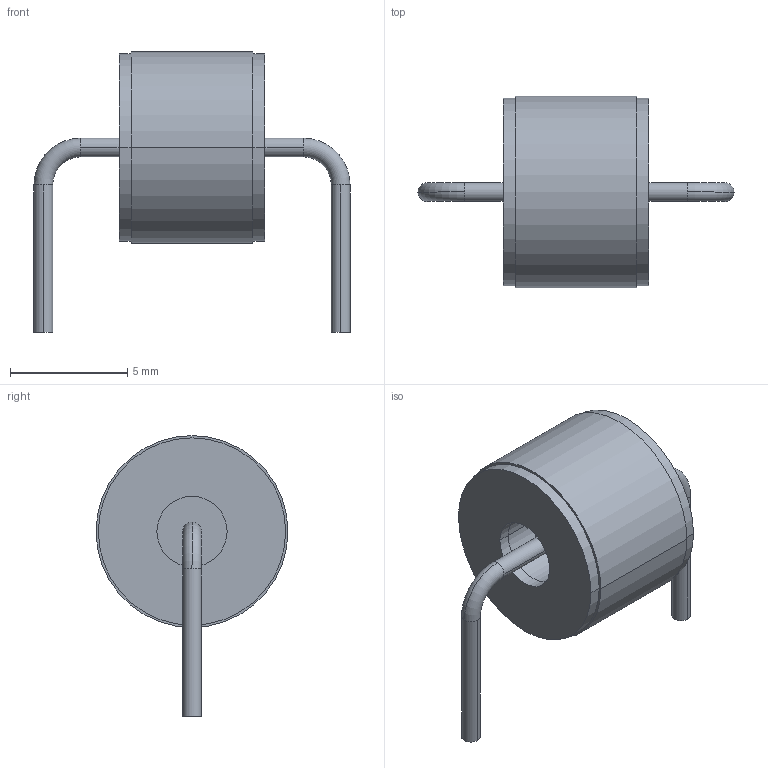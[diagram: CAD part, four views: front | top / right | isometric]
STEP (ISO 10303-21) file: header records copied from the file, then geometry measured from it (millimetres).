
FILE_DESCRIPTION((''),'2;1');
FILE_NAME('SAR_EOCOS_EC90X.stp','2009-03-19T13:45:01',(''),(''),'Mechanical Desktop 2006','Mechanical Desktop 2006',', , ');
FILE_SCHEMA(('AUTOMOTIVE_DESIGN { 1 2 10303 214 0 1 1 1 }'));
Length unit declared in the file: millimetre
Products named in the file (1): Product
Bounding box: 13.5 x 8.2 x 12 mm (x, y, z)
Volume: 309.1 mm3; surface area: 539.9 mm2
Topology: 5 solids, 5 shells, 38 faces, 78 edges, 52 vertices
Faces by surface type: cylinder 22, plane 12, torus 4
Entity records: 1094 total; most frequent: DIRECTION 212, CARTESIAN_POINT 169, ORIENTED_EDGE 156, AXIS2_PLACEMENT_3D 95, EDGE_CURVE 78, CIRCLE 56, VERTEX_POINT 52, EDGE_LOOP 44
